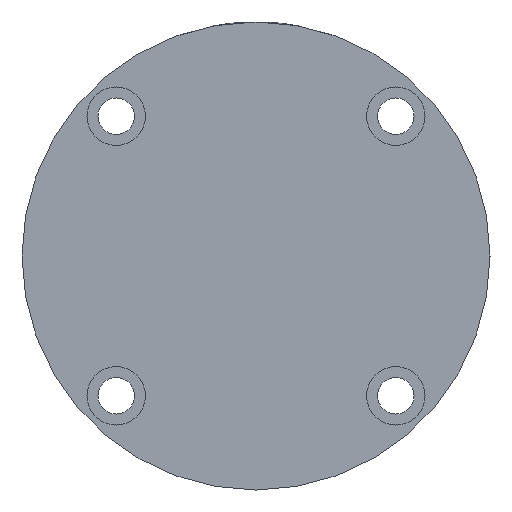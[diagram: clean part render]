
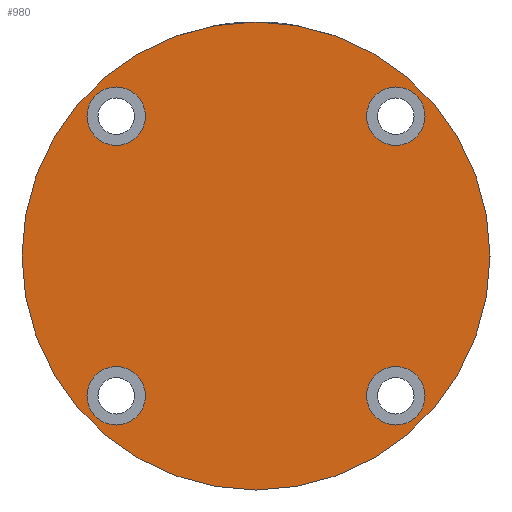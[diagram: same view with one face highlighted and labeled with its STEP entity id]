
A CAD part, left-side view. The second image highlights one B-rep face of the part: STEP entity #980.
In plain terms, the highlighted face is planar.
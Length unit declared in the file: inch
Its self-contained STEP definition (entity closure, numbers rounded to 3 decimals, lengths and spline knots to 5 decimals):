
#24 = EDGE_LOOP ( 'NONE', ( #2382, #1486 ) ) ;
#99 = CIRCLE ( 'NONE', #2597, 1. ) ;
#234 = DIRECTION ( 'NONE',  ( 0., 1., 0. ) ) ;
#286 = CARTESIAN_POINT ( 'NONE',  ( -0.59751, 0.5, 0.59751 ) ) ;
#463 = DIRECTION ( 'NONE',  ( 0., 1., 0. ) ) ;
#475 = ORIENTED_EDGE ( 'NONE', *, *, #1538, .F. ) ;
#605 = CARTESIAN_POINT ( 'NONE',  ( -0.59751, 0.5, 0.72251 ) ) ;
#607 = DIRECTION ( 'NONE',  ( 0., 0., 1. ) ) ;
#620 = AXIS2_PLACEMENT_3D ( 'NONE', #1561, #4058, #1922 ) ;
#637 = ORIENTED_EDGE ( 'NONE', *, *, #1982, .F. ) ;
#641 = EDGE_CURVE ( 'NONE', #3468, #3480, #4202, .T. ) ;
#658 = EDGE_CURVE ( 'NONE', #1943, #4535, #99, .T. ) ;
#706 = CIRCLE ( 'NONE', #1214, 1. ) ;
#710 = EDGE_CURVE ( 'NONE', #4535, #1943, #706, .T. ) ;
#713 = CIRCLE ( 'NONE', #3035, 0.125 ) ;
#862 = VERTEX_POINT ( 'NONE', #4148 ) ;
#875 = FACE_BOUND ( 'NONE', #24, .T. ) ;
#878 = VERTEX_POINT ( 'NONE', #605 ) ;
#934 = DIRECTION ( 'NONE',  ( 0., 1., 0. ) ) ;
#980 = ADVANCED_FACE ( 'PLANAR_0', ( #875, #2857, #1004, #4561, #3596 ), #3122, .F. ) ;
#986 = EDGE_LOOP ( 'NONE', ( #1021, #3713 ) ) ;
#1003 = CARTESIAN_POINT ( 'NONE',  ( 0., 0.5, 0. ) ) ;
#1004 = FACE_BOUND ( 'NONE', #3126, .T. ) ;
#1021 = ORIENTED_EDGE ( 'NONE', *, *, #658, .T. ) ;
#1054 = CARTESIAN_POINT ( 'NONE',  ( -0.59751, 0.5, 0.59751 ) ) ;
#1103 = AXIS2_PLACEMENT_3D ( 'NONE', #1166, #3654, #1512 ) ;
#1121 = EDGE_LOOP ( 'NONE', ( #2855, #475 ) ) ;
#1160 = CARTESIAN_POINT ( 'NONE',  ( 0.59751, 0.5, 0.59751 ) ) ;
#1166 = CARTESIAN_POINT ( 'NONE',  ( -0.59751, 0.5, -0.59751 ) ) ;
#1214 = AXIS2_PLACEMENT_3D ( 'NONE', #1003, #3469, #1347 ) ;
#1347 = DIRECTION ( 'NONE',  ( 0., 0., 1. ) ) ;
#1397 = DIRECTION ( 'NONE',  ( 0., 0., 1. ) ) ;
#1486 = ORIENTED_EDGE ( 'NONE', *, *, #1788, .F. ) ;
#1498 = CARTESIAN_POINT ( 'NONE',  ( -0.59751, 0.5, -0.47251 ) ) ;
#1506 = DIRECTION ( 'NONE',  ( 0., 0., 1. ) ) ;
#1512 = DIRECTION ( 'NONE',  ( 0., 0., 1. ) ) ;
#1538 = EDGE_CURVE ( 'NONE', #1659, #3703, #713, .T. ) ;
#1561 = CARTESIAN_POINT ( 'NONE',  ( 0., 0.5, 0. ) ) ;
#1581 = EDGE_CURVE ( 'NONE', #3703, #1659, #3432, .T. ) ;
#1645 = EDGE_CURVE ( 'NONE', #878, #3948, #4176, .T. ) ;
#1647 = DIRECTION ( 'NONE',  ( 0., 1., 0. ) ) ;
#1659 = VERTEX_POINT ( 'NONE', #4152 ) ;
#1672 = EDGE_LOOP ( 'NONE', ( #1793, #2749 ) ) ;
#1690 = AXIS2_PLACEMENT_3D ( 'NONE', #1160, #3645, #1506 ) ;
#1788 = EDGE_CURVE ( 'NONE', #862, #3293, #1818, .T. ) ;
#1793 = ORIENTED_EDGE ( 'NONE', *, *, #1645, .F. ) ;
#1818 = CIRCLE ( 'NONE', #2718, 0.125 ) ;
#1896 = DIRECTION ( 'NONE',  ( 0., 1., 0. ) ) ;
#1897 = CARTESIAN_POINT ( 'NONE',  ( 0.59751, 0.5, 0.47251 ) ) ;
#1922 = DIRECTION ( 'NONE',  ( 0., 0., -1. ) ) ;
#1943 = VERTEX_POINT ( 'NONE', #3250 ) ;
#1982 = EDGE_CURVE ( 'NONE', #3480, #3468, #2809, .T. ) ;
#2091 = CARTESIAN_POINT ( 'NONE',  ( 0.59751, 0.5, -0.47251 ) ) ;
#2238 = CARTESIAN_POINT ( 'NONE',  ( 0.59751, 0.5, 0.72251 ) ) ;
#2314 = CARTESIAN_POINT ( 'NONE',  ( 0.59751, 0.5, -0.59751 ) ) ;
#2382 = ORIENTED_EDGE ( 'NONE', *, *, #2848, .F. ) ;
#2435 = ORIENTED_EDGE ( 'NONE', *, *, #641, .F. ) ;
#2558 = CARTESIAN_POINT ( 'NONE',  ( 0.59751, 0.5, 0.59751 ) ) ;
#2597 = AXIS2_PLACEMENT_3D ( 'NONE', #3789, #1647, #4147 ) ;
#2667 = DIRECTION ( 'NONE',  ( 0., 0., 1. ) ) ;
#2718 = AXIS2_PLACEMENT_3D ( 'NONE', #4027, #1896, #4391 ) ;
#2722 = DIRECTION ( 'NONE',  ( 0., 1., 0. ) ) ;
#2749 = ORIENTED_EDGE ( 'NONE', *, *, #4167, .F. ) ;
#2774 = CARTESIAN_POINT ( 'NONE',  ( 0., 0.5, -1. ) ) ;
#2809 = CIRCLE ( 'NONE', #1690, 0.125 ) ;
#2823 = CIRCLE ( 'NONE', #3330, 0.125 ) ;
#2848 = EDGE_CURVE ( 'NONE', #3293, #862, #3444, .T. ) ;
#2855 = ORIENTED_EDGE ( 'NONE', *, *, #1581, .F. ) ;
#2857 = FACE_BOUND ( 'NONE', #1121, .T. ) ;
#3030 = DIRECTION ( 'NONE',  ( 0., 0., 1. ) ) ;
#3035 = AXIS2_PLACEMENT_3D ( 'NONE', #2314, #234, #2667 ) ;
#3040 = CARTESIAN_POINT ( 'NONE',  ( 0.59751, 0.5, -0.59751 ) ) ;
#3122 = PLANE ( 'NONE',  #620 ) ;
#3126 = EDGE_LOOP ( 'NONE', ( #637, #2435 ) ) ;
#3250 = CARTESIAN_POINT ( 'NONE',  ( 0., 0.5, 1. ) ) ;
#3293 = VERTEX_POINT ( 'NONE', #1498 ) ;
#3330 = AXIS2_PLACEMENT_3D ( 'NONE', #1054, #3518, #1397 ) ;
#3405 = DIRECTION ( 'NONE',  ( 0., 0., 1. ) ) ;
#3432 = CIRCLE ( 'NONE', #3778, 0.125 ) ;
#3444 = CIRCLE ( 'NONE', #1103, 0.125 ) ;
#3468 = VERTEX_POINT ( 'NONE', #1897 ) ;
#3469 = DIRECTION ( 'NONE',  ( 0., 1., 0. ) ) ;
#3480 = VERTEX_POINT ( 'NONE', #2238 ) ;
#3518 = DIRECTION ( 'NONE',  ( 0., 1., 0. ) ) ;
#3596 = FACE_OUTER_BOUND ( 'NONE', #986, .T. ) ;
#3645 = DIRECTION ( 'NONE',  ( 0., 1., 0. ) ) ;
#3654 = DIRECTION ( 'NONE',  ( 0., 1., 0. ) ) ;
#3703 = VERTEX_POINT ( 'NONE', #2091 ) ;
#3713 = ORIENTED_EDGE ( 'NONE', *, *, #710, .T. ) ;
#3778 = AXIS2_PLACEMENT_3D ( 'NONE', #3040, #934, #3405 ) ;
#3789 = CARTESIAN_POINT ( 'NONE',  ( 0., 0.5, 0. ) ) ;
#3948 = VERTEX_POINT ( 'NONE', #3969 ) ;
#3969 = CARTESIAN_POINT ( 'NONE',  ( -0.59751, 0.5, 0.47251 ) ) ;
#4027 = CARTESIAN_POINT ( 'NONE',  ( -0.59751, 0.5, -0.59751 ) ) ;
#4058 = DIRECTION ( 'NONE',  ( 0., -1., 0. ) ) ;
#4147 = DIRECTION ( 'NONE',  ( 0., 0., 1. ) ) ;
#4148 = CARTESIAN_POINT ( 'NONE',  ( -0.59751, 0.5, -0.72251 ) ) ;
#4152 = CARTESIAN_POINT ( 'NONE',  ( 0.59751, 0.5, -0.72251 ) ) ;
#4167 = EDGE_CURVE ( 'NONE', #3948, #878, #2823, .T. ) ;
#4176 = CIRCLE ( 'NONE', #4491, 0.125 ) ;
#4202 = CIRCLE ( 'NONE', #4370, 0.125 ) ;
#4370 = AXIS2_PLACEMENT_3D ( 'NONE', #2558, #463, #3030 ) ;
#4391 = DIRECTION ( 'NONE',  ( 0., 0., 1. ) ) ;
#4491 = AXIS2_PLACEMENT_3D ( 'NONE', #286, #2722, #607 ) ;
#4535 = VERTEX_POINT ( 'NONE', #2774 ) ;
#4561 = FACE_BOUND ( 'NONE', #1672, .T. ) ;
